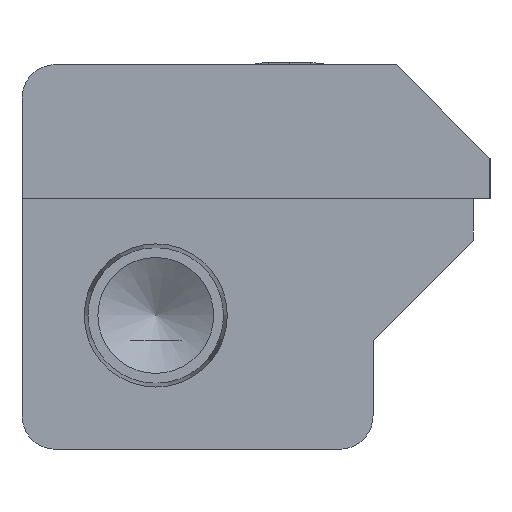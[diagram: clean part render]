
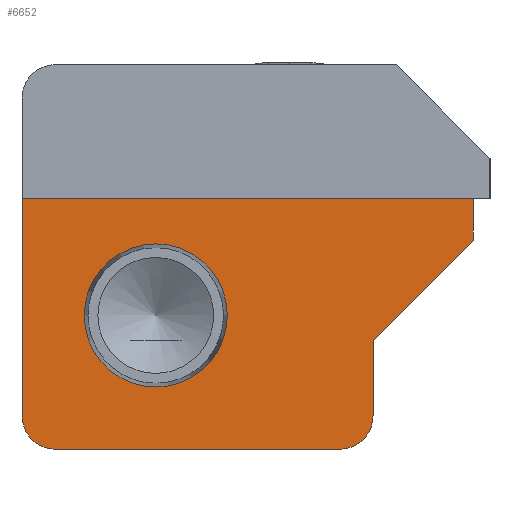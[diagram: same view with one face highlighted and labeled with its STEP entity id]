
A CAD part, left-side view. The second image highlights one B-rep face of the part: STEP entity #6652.
In plain terms, the highlighted planar face has unit normal (-1, 0, 0).
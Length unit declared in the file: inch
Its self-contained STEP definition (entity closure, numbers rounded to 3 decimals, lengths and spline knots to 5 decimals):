
#6256=CARTESIAN_POINT('',(-42.15499,18.68917,-1.0935));
#6257=VERTEX_POINT('',#6256);
#6258=CARTESIAN_POINT('',(-42.15499,18.42167,-1.0935));
#6259=DIRECTION('',(1.0,0.0,0.0));
#6260=DIRECTION('',(0.0,1.0,0.0));
#6261=AXIS2_PLACEMENT_3D('',#6258,#6259,#6260);
#6262=CIRCLE('',#6261,0.26751);
#6263=EDGE_CURVE('',#6257,#6257,#6262,.T.);
#6576=CARTESIAN_POINT('',(-42.15499,18.14836,-1.07429));
#6577=DIRECTION('',(1.0,0.0,0.0));
#6578=DIRECTION('',(0.0,0.0,-1.0));
#6579=AXIS2_PLACEMENT_3D('',#6576,#6577,#6578);
#6580=PLANE('',#6579);
#6581=CARTESIAN_POINT('',(-42.15499,18.79667,-1.5935));
#6582=VERTEX_POINT('',#6581);
#6583=CARTESIAN_POINT('',(-42.15499,18.92167,-1.4685));
#6584=VERTEX_POINT('',#6583);
#6585=CARTESIAN_POINT('',(-42.15499,18.79667,-1.4685));
#6586=DIRECTION('',(1.,0.,0.));
#6587=DIRECTION('',(0.,0.707,-0.707));
#6588=AXIS2_PLACEMENT_3D('',#6585,#6586,#6587);
#6589=CIRCLE('',#6588,0.125);
#6590=EDGE_CURVE('',#6582,#6584,#6589,.T.);
#6591=ORIENTED_EDGE('',*,*,#6590,.F.);
#6592=CARTESIAN_POINT('',(-42.15499,17.73417,-1.5935));
#6593=VERTEX_POINT('',#6592);
#6594=CARTESIAN_POINT('',(-42.15499,17.73417,-1.5935));
#6595=DIRECTION('',(0.0,1.0,0.0));
#6596=VECTOR('',#6595,1.0625);
#6597=LINE('',#6594,#6596);
#6598=EDGE_CURVE('',#6593,#6582,#6597,.T.);
#6599=ORIENTED_EDGE('',*,*,#6598,.F.);
#6600=CARTESIAN_POINT('',(-42.15499,17.60917,-1.4685));
#6601=VERTEX_POINT('',#6600);
#6602=CARTESIAN_POINT('',(-42.15499,17.73417,-1.4685));
#6603=DIRECTION('',(1.,0.,0.));
#6604=DIRECTION('',(0.,-0.707,-0.707));
#6605=AXIS2_PLACEMENT_3D('',#6602,#6603,#6604);
#6606=CIRCLE('',#6605,0.125);
#6607=EDGE_CURVE('',#6601,#6593,#6606,.T.);
#6608=ORIENTED_EDGE('',*,*,#6607,.F.);
#6609=CARTESIAN_POINT('',(-42.15499,17.60917,-1.187));
#6610=VERTEX_POINT('',#6609);
#6611=CARTESIAN_POINT('',(-42.15499,17.60917,-1.187));
#6612=DIRECTION('',(0.0,0.0,-1.0));
#6613=VECTOR('',#6612,0.2815);
#6614=LINE('',#6611,#6613);
#6615=EDGE_CURVE('',#6610,#6601,#6614,.T.);
#6616=ORIENTED_EDGE('',*,*,#6615,.F.);
#6617=CARTESIAN_POINT('',(-42.15499,17.23417,-0.812));
#6618=VERTEX_POINT('',#6617);
#6619=CARTESIAN_POINT('',(-42.15499,17.23417,-0.812));
#6620=DIRECTION('',(0.0,0.707,-0.707));
#6621=VECTOR('',#6620,0.53033);
#6622=LINE('',#6619,#6621);
#6623=EDGE_CURVE('',#6618,#6610,#6622,.T.);
#6624=ORIENTED_EDGE('',*,*,#6623,.F.);
#6625=CARTESIAN_POINT('',(-42.15499,17.23417,-0.656));
#6626=VERTEX_POINT('',#6625);
#6627=CARTESIAN_POINT('',(-42.15499,17.23417,-0.656));
#6628=DIRECTION('',(0.0,0.0,-1.0));
#6629=VECTOR('',#6628,0.156);
#6630=LINE('',#6627,#6629);
#6631=EDGE_CURVE('',#6626,#6618,#6630,.T.);
#6632=ORIENTED_EDGE('',*,*,#6631,.F.);
#6633=CARTESIAN_POINT('',(-42.15499,18.92167,-0.656));
#6634=VERTEX_POINT('',#6633);
#6635=CARTESIAN_POINT('',(-42.15499,18.92167,-0.656));
#6636=DIRECTION('',(0.0,-1.0,0.0));
#6637=VECTOR('',#6636,1.6875);
#6638=LINE('',#6635,#6637);
#6639=EDGE_CURVE('',#6634,#6626,#6638,.T.);
#6640=ORIENTED_EDGE('',*,*,#6639,.F.);
#6641=CARTESIAN_POINT('',(-42.15499,18.92167,-1.4685));
#6642=DIRECTION('',(0.0,0.0,1.0));
#6643=VECTOR('',#6642,0.8125);
#6644=LINE('',#6641,#6643);
#6645=EDGE_CURVE('',#6584,#6634,#6644,.T.);
#6646=ORIENTED_EDGE('',*,*,#6645,.F.);
#6647=EDGE_LOOP('',(#6591,#6599,#6608,#6616,#6624,#6632,#6640,#6646));
#6648=FACE_OUTER_BOUND('',#6647,.T.);
#6649=ORIENTED_EDGE('',*,*,#6263,.T.);
#6650=EDGE_LOOP('',(#6649));
#6651=FACE_BOUND('',#6650,.T.);
#6652=ADVANCED_FACE('',(#6648,#6651),#6580,.F.);
